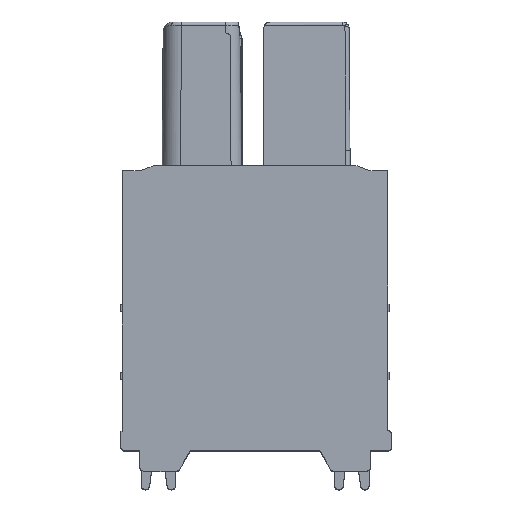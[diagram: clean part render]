
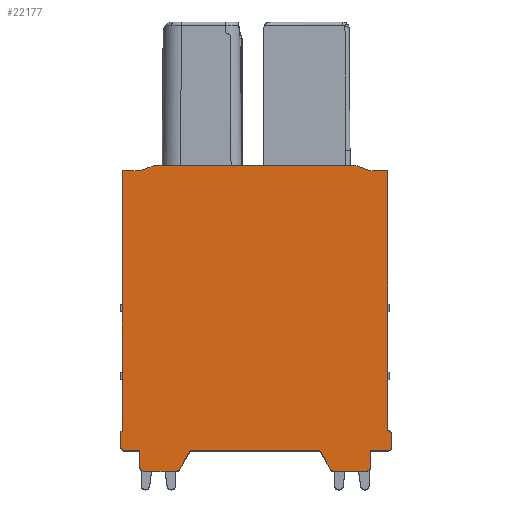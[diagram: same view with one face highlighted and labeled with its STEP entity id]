
A CAD part, top view. The second image highlights one B-rep face of the part: STEP entity #22177.
In plain terms, the highlighted planar face has unit normal (0, 0, 1).
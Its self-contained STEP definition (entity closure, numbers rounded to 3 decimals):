
#65=DIRECTION('',(0.,1.,0.));
#66=VECTOR('',#65,12.749);
#67=CARTESIAN_POINT('',(13.02,1.001,2.15));
#68=LINE('',#67,#66);
#973=DIRECTION('',(0.,1.,0.));
#974=VECTOR('',#973,0.597);
#975=CARTESIAN_POINT('',(13.21,0.2,2.15));
#976=LINE('',#975,#974);
#985=DIRECTION('',(1.,0.,0.));
#986=VECTOR('',#985,0.84);
#987=CARTESIAN_POINT('',(12.17,0.,2.15));
#988=LINE('',#987,#986);
#1185=DIRECTION('',(1.,0.,0.));
#1186=VECTOR('',#1185,6.365);
#1187=CARTESIAN_POINT('',(3.327,0.,
2.15));
#1188=LINE('',#1187,#1186);
#3277=DIRECTION('',(0.,-1.,0.));
#3278=VECTOR('',#3277,12.789);
#3279=CARTESIAN_POINT('',(0.,13.75,2.15));
#3280=LINE('',#3279,#3278);
#4149=DIRECTION('',(-1.,0.,0.));
#4150=VECTOR('',#4149,0.873);
#4151=CARTESIAN_POINT('',(0.873,13.75,2.15));
#4152=LINE('',#4151,#4150);
#4723=DIRECTION('',(-1.,0.,0.));
#4724=VECTOR('',#4723,0.873);
#4725=CARTESIAN_POINT('',(13.02,13.75,2.15));
#4726=LINE('',#4725,#4724);
#4870=CARTESIAN_POINT('',(0.11,0.2,2.15));
#4871=DIRECTION('',(0.,0.,1.));
#4872=DIRECTION('',(-1.,0.,0.));
#4873=AXIS2_PLACEMENT_3D('',#4870,#4871,#4872);
#4875=DIRECTION('',(0.,1.,0.));
#4876=VECTOR('',#4875,0.737);
#4877=CARTESIAN_POINT('',(-0.09,0.2,2.15));
#4878=LINE('',#4877,#4876);
#4879=DIRECTION('',(0.966,0.259,0.));
#4880=VECTOR('',#4879,0.093);
#4881=CARTESIAN_POINT('',(-0.09,0.937,2.15));
#4882=LINE('',#4881,#4880);
#4883=DIRECTION('',(0.94,0.342,0.));
#4884=VECTOR('',#4883,0.731);
#4885=CARTESIAN_POINT('',(0.873,13.75,2.15));
#4886=LINE('',#4885,#4884);
#4887=DIRECTION('',(1.,0.,0.));
#4888=VECTOR('',#4887,9.9);
#4889=CARTESIAN_POINT('',(1.56,14.,2.15));
#4890=LINE('',#4889,#4888);
#4891=DIRECTION('',(0.94,-0.342,0.));
#4892=VECTOR('',#4891,0.731);
#4893=CARTESIAN_POINT('',(11.46,14.,2.15));
#4894=LINE('',#4893,#4892);
#4895=DIRECTION('',(0.966,-0.259,0.));
#4896=VECTOR('',#4895,0.043);
#4897=CARTESIAN_POINT('',(13.02,1.001,2.15));
#4898=LINE('',#4897,#4896);
#4899=CARTESIAN_POINT('',(13.01,0.797,2.15));
#4900=DIRECTION('',(0.,0.,-1.));
#4901=DIRECTION('',(0.259,0.966,0.));
#4902=AXIS2_PLACEMENT_3D('',#4899,#4900,#4901);
#4904=CARTESIAN_POINT('',(13.01,0.2,2.15));
#4905=DIRECTION('',(0.,0.,-1.));
#4906=DIRECTION('',(1.,0.,0.));
#4907=AXIS2_PLACEMENT_3D('',#4904,#4905,#4906);
#4909=DIRECTION('',(0.,-1.,0.));
#4910=VECTOR('',#4909,0.8);
#4911=CARTESIAN_POINT('',(12.17,0.,2.15));
#4912=LINE('',#4911,#4910);
#4913=CARTESIAN_POINT('',(11.97,-0.8,2.15));
#4914=DIRECTION('',(0.,0.,-1.));
#4915=DIRECTION('',(1.,0.,0.));
#4916=AXIS2_PLACEMENT_3D('',#4913,#4914,#4915);
#4918=DIRECTION('',(-1.,0.,0.));
#4919=VECTOR('',#4918,1.585);
#4920=CARTESIAN_POINT('',(11.97,-1.,2.15));
#4921=LINE('',#4920,#4919);
#4922=CARTESIAN_POINT('',(10.385,-0.8,2.15));
#4923=DIRECTION('',(0.,0.,-1.));
#4924=DIRECTION('',(0.,-1.,0.));
#4925=AXIS2_PLACEMENT_3D('',#4922,#4923,#4924);
#4927=DIRECTION('',(-0.5,0.866,0.));
#4928=VECTOR('',#4927,1.039);
#4929=CARTESIAN_POINT('',(10.212,-0.9,
2.15));
#4930=LINE('',#4929,#4928);
#4931=DIRECTION('',(-0.5,-0.866,0.));
#4932=VECTOR('',#4931,1.039);
#4933=CARTESIAN_POINT('',(3.327,0.,
2.15));
#4934=LINE('',#4933,#4932);
#4935=CARTESIAN_POINT('',(2.635,-0.8,2.15));
#4936=DIRECTION('',(0.,0.,-1.));
#4937=DIRECTION('',(0.866,-0.5,0.));
#4938=AXIS2_PLACEMENT_3D('',#4935,#4936,#4937);
#4940=DIRECTION('',(-1.,0.,0.));
#4941=VECTOR('',#4940,1.585);
#4942=CARTESIAN_POINT('',(2.635,-1.,2.15));
#4943=LINE('',#4942,#4941);
#4944=CARTESIAN_POINT('',(1.05,-0.8,2.15));
#4945=DIRECTION('',(0.,0.,-1.));
#4946=DIRECTION('',(0.,-1.,0.));
#4947=AXIS2_PLACEMENT_3D('',#4944,#4945,#4946);
#4949=DIRECTION('',(0.,1.,0.));
#4950=VECTOR('',#4949,0.8);
#4951=CARTESIAN_POINT('',(0.85,-0.8,2.15));
#4952=LINE('',#4951,#4950);
#4953=DIRECTION('',(-1.,0.,0.));
#4954=VECTOR('',#4953,0.74);
#4955=CARTESIAN_POINT('',(0.85,0.,2.15));
#4956=LINE('',#4955,#4954);
#13401=CARTESIAN_POINT('',(13.02,1.001,2.15));
#13402=CARTESIAN_POINT('',(13.02,13.75,2.15));
#13403=VERTEX_POINT('',#13401);
#13404=VERTEX_POINT('',#13402);
#13499=CARTESIAN_POINT('',(12.147,13.75,2.15));
#13500=VERTEX_POINT('',#13499);
#13501=CARTESIAN_POINT('',(11.46,14.,2.15));
#13502=VERTEX_POINT('',#13501);
#13503=CARTESIAN_POINT('',(1.56,14.,2.15));
#13504=VERTEX_POINT('',#13503);
#13764=CARTESIAN_POINT('',(0.873,13.75,2.15));
#13765=VERTEX_POINT('',#13764);
#13766=CARTESIAN_POINT('',(0.,13.75,2.15));
#13767=VERTEX_POINT('',#13766);
#13790=CARTESIAN_POINT('',(0.,0.961,2.15));
#13791=VERTEX_POINT('',#13790);
#13865=CARTESIAN_POINT('',(0.85,0.,2.15));
#13867=VERTEX_POINT('',#13865);
#13878=CARTESIAN_POINT('',(3.327,0.,
2.15));
#13879=VERTEX_POINT('',#13878);
#13880=CARTESIAN_POINT('',(9.693,0.,
2.15));
#13881=VERTEX_POINT('',#13880);
#13948=CARTESIAN_POINT('',(12.17,0.,2.15));
#13949=VERTEX_POINT('',#13948);
#13950=CARTESIAN_POINT('',(13.01,0.,2.15));
#13951=VERTEX_POINT('',#13950);
#13952=CARTESIAN_POINT('',(13.21,0.2,2.15));
#13953=VERTEX_POINT('',#13952);
#13954=CARTESIAN_POINT('',(13.21,0.797,2.15));
#13955=VERTEX_POINT('',#13954);
#13956=CARTESIAN_POINT('',(13.062,0.99,
2.15));
#13957=VERTEX_POINT('',#13956);
#13958=CARTESIAN_POINT('',(12.17,-0.8,2.15));
#13959=VERTEX_POINT('',#13958);
#13960=CARTESIAN_POINT('',(11.97,-1.,2.15));
#13961=VERTEX_POINT('',#13960);
#13962=CARTESIAN_POINT('',(10.385,-1.,2.15));
#13963=VERTEX_POINT('',#13962);
#13964=CARTESIAN_POINT('',(10.212,-0.9,
2.15));
#13965=VERTEX_POINT('',#13964);
#13966=CARTESIAN_POINT('',(2.808,-0.9,
2.15));
#13967=VERTEX_POINT('',#13966);
#13968=CARTESIAN_POINT('',(2.635,-1.,2.15));
#13969=VERTEX_POINT('',#13968);
#13970=CARTESIAN_POINT('',(1.05,-1.,2.15));
#13971=VERTEX_POINT('',#13970);
#13972=CARTESIAN_POINT('',(0.85,-0.8,2.15));
#13973=VERTEX_POINT('',#13972);
#14150=CARTESIAN_POINT('',(-0.09,0.937,2.15));
#14151=VERTEX_POINT('',#14150);
#14152=CARTESIAN_POINT('',(-0.09,0.2,2.15));
#14153=CARTESIAN_POINT('',(0.11,0.,2.15));
#14154=VERTEX_POINT('',#14152);
#14155=VERTEX_POINT('',#14153);
#22133=CARTESIAN_POINT('',(0.,0.,2.15));
#22134=DIRECTION('',(0.,0.,1.));
#22135=DIRECTION('',(1.,0.,0.));
#22136=AXIS2_PLACEMENT_3D('',#22133,#22134,#22135);
#22137=PLANE('',#22136);
#22138=ORIENTED_EDGE('',*,*,#19929,.F.);
#22139=ORIENTED_EDGE('',*,*,#19944,.T.);
#22140=ORIENTED_EDGE('',*,*,#19959,.T.);
#22141=ORIENTED_EDGE('',*,*,#19990,.F.);
#22142=ORIENTED_EDGE('',*,*,#21505,.F.);
#22143=ORIENTED_EDGE('',*,*,#21553,.T.);
#22144=ORIENTED_EDGE('',*,*,#21568,.T.);
#22145=ORIENTED_EDGE('',*,*,#21891,.T.);
#22146=ORIENTED_EDGE('',*,*,#21916,.F.);
#22147=ORIENTED_EDGE('',*,*,#15569,.F.);
#22148=ORIENTED_EDGE('',*,*,#17025,.T.);
#22149=ORIENTED_EDGE('',*,*,#17040,.T.);
#22150=ORIENTED_EDGE('',*,*,#17055,.F.);
#22151=ORIENTED_EDGE('',*,*,#17070,.T.);
#22152=ORIENTED_EDGE('',*,*,#17089,.F.);
#22154=ORIENTED_EDGE('',*,*,#22153,.T.);
#22156=ORIENTED_EDGE('',*,*,#22155,.T.);
#22158=ORIENTED_EDGE('',*,*,#22157,.T.);
#22160=ORIENTED_EDGE('',*,*,#22159,.T.);
#22162=ORIENTED_EDGE('',*,*,#22161,.T.);
#22163=ORIENTED_EDGE('',*,*,#17279,.F.);
#22165=ORIENTED_EDGE('',*,*,#22164,.T.);
#22167=ORIENTED_EDGE('',*,*,#22166,.T.);
#22169=ORIENTED_EDGE('',*,*,#22168,.T.);
#22171=ORIENTED_EDGE('',*,*,#22170,.T.);
#22173=ORIENTED_EDGE('',*,*,#22172,.T.);
#22174=ORIENTED_EDGE('',*,*,#19899,.T.);
#22175=EDGE_LOOP('',(#22138,#22139,#22140,#22141,#22142,#22143,#22144,#22145,
#22146,#22147,#22148,#22149,#22150,#22151,#22152,#22154,#22156,#22158,#22160,
#22162,#22163,#22165,#22167,#22169,#22171,#22173,#22174));
#22176=FACE_OUTER_BOUND('',#22175,.F.);
#22177=ADVANCED_FACE('',(#22176),#22137,.T.);
#4874=CIRCLE('',#4873,0.2);
#4903=CIRCLE('',#4902,0.2);
#4908=CIRCLE('',#4907,0.2);
#4917=CIRCLE('',#4916,0.2);
#4926=CIRCLE('',#4925,0.2);
#4939=CIRCLE('',#4938,0.2);
#4948=CIRCLE('',#4947,0.2);
#15569=EDGE_CURVE('',#13403,#13404,#68,.T.);
#17025=EDGE_CURVE('',#13403,#13957,#4898,.T.);
#17040=EDGE_CURVE('',#13957,#13955,#4903,.T.);
#17055=EDGE_CURVE('',#13953,#13955,#976,.T.);
#17070=EDGE_CURVE('',#13953,#13951,#4908,.T.);
#17089=EDGE_CURVE('',#13949,#13951,#988,.T.);
#17279=EDGE_CURVE('',#13879,#13881,#1188,.T.);
#19899=EDGE_CURVE('',#13867,#14155,#4956,.T.);
#19929=EDGE_CURVE('',#14154,#14155,#4874,.T.);
#19944=EDGE_CURVE('',#14154,#14151,#4878,.T.);
#19959=EDGE_CURVE('',#14151,#13791,#4882,.T.);
#19990=EDGE_CURVE('',#13767,#13791,#3280,.T.);
#21505=EDGE_CURVE('',#13765,#13767,#4152,.T.);
#21553=EDGE_CURVE('',#13765,#13504,#4886,.T.);
#21568=EDGE_CURVE('',#13504,#13502,#4890,.T.);
#21891=EDGE_CURVE('',#13502,#13500,#4894,.T.);
#21916=EDGE_CURVE('',#13404,#13500,#4726,.T.);
#22153=EDGE_CURVE('',#13949,#13959,#4912,.T.);
#22155=EDGE_CURVE('',#13959,#13961,#4917,.T.);
#22157=EDGE_CURVE('',#13961,#13963,#4921,.T.);
#22159=EDGE_CURVE('',#13963,#13965,#4926,.T.);
#22161=EDGE_CURVE('',#13965,#13881,#4930,.T.);
#22164=EDGE_CURVE('',#13879,#13967,#4934,.T.);
#22166=EDGE_CURVE('',#13967,#13969,#4939,.T.);
#22168=EDGE_CURVE('',#13969,#13971,#4943,.T.);
#22170=EDGE_CURVE('',#13971,#13973,#4948,.T.);
#22172=EDGE_CURVE('',#13973,#13867,#4952,.T.);
